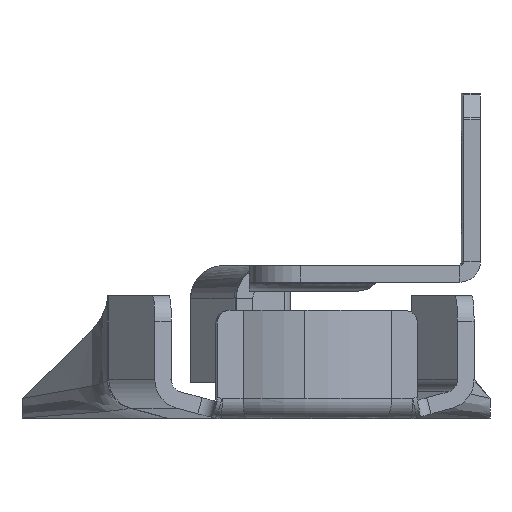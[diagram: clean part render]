
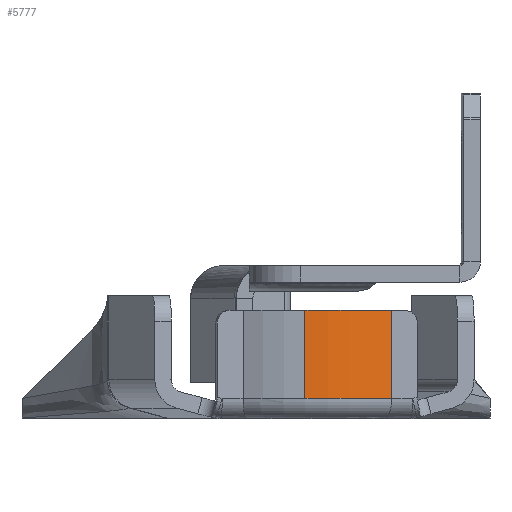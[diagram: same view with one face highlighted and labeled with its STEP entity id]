
A CAD part, left-side view. The second image highlights one B-rep face of the part: STEP entity #5777.
In plain terms, the highlighted cylindrical face has radius 12.3 mm (diameter 24.6 mm), a partial arc.
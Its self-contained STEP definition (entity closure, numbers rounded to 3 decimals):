
#22 = CIRCLE ( 'NONE', #2093, 12.3 ) ;
#548 = DIRECTION ( 'NONE',  ( 0., 0., -1. ) ) ;
#1447 = VERTEX_POINT ( 'NONE', #6557 ) ;
#1819 = DIRECTION ( 'NONE',  ( 1., 0., 0. ) ) ;
#1972 = CARTESIAN_POINT ( 'NONE',  ( -287.701, -2.904, 7.2 ) ) ;
#2093 = AXIS2_PLACEMENT_3D ( 'NONE', #18015, #13111, #1819 ) ;
#3463 = LINE ( 'NONE', #8404, #8704 ) ;
#3717 = VERTEX_POINT ( 'NONE', #15591 ) ;
#4415 = DIRECTION ( 'NONE',  ( 0., 0., -1. ) ) ;
#4476 = EDGE_CURVE ( 'NONE', #5714, #1447, #3463, .T. ) ;
#5714 = VERTEX_POINT ( 'NONE', #8844 ) ;
#5777 = ADVANCED_FACE ( 'NONE', ( #15479 ), #10257, .T. ) ;
#5909 = CIRCLE ( 'NONE', #11756, 12.3 ) ;
#6201 = EDGE_CURVE ( 'NONE', #3717, #14578, #14593, .T. ) ;
#6557 = CARTESIAN_POINT ( 'NONE',  ( -300.001, -2.904, 0.3 ) ) ;
#7316 = ORIENTED_EDGE ( 'NONE', *, *, #6201, .F. ) ;
#8404 = CARTESIAN_POINT ( 'NONE',  ( -300.001, -2.904, 7.2 ) ) ;
#8642 = EDGE_LOOP ( 'NONE', ( #12297, #10934, #13860, #7316 ) ) ;
#8704 = VECTOR ( 'NONE', #548, 1000. ) ;
#8844 = CARTESIAN_POINT ( 'NONE',  ( -300.001, -2.904, 7.2 ) ) ;
#9529 = DIRECTION ( 'NONE',  ( 1., 0., 0. ) ) ;
#10146 = EDGE_CURVE ( 'NONE', #1447, #14578, #22, .T. ) ;
#10257 = CYLINDRICAL_SURFACE ( 'NONE', #14904, 12.3 ) ;
#10934 = ORIENTED_EDGE ( 'NONE', *, *, #4476, .T. ) ;
#11032 = CARTESIAN_POINT ( 'NONE',  ( -287.701, -2.904, 7.2 ) ) ;
#11756 = AXIS2_PLACEMENT_3D ( 'NONE', #11032, #17549, #9529 ) ;
#11761 = DIRECTION ( 'NONE',  ( 0., 0., -1. ) ) ;
#12297 = ORIENTED_EDGE ( 'NONE', *, *, #18819, .F. ) ;
#13012 = CARTESIAN_POINT ( 'NONE',  ( -297.958, -9.693, 7.2 ) ) ;
#13111 = DIRECTION ( 'NONE',  ( 0., 0., 1. ) ) ;
#13470 = DIRECTION ( 'NONE',  ( -1., 0., 0. ) ) ;
#13860 = ORIENTED_EDGE ( 'NONE', *, *, #10146, .T. ) ;
#14123 = CARTESIAN_POINT ( 'NONE',  ( -297.958, -9.693, 0.3 ) ) ;
#14578 = VERTEX_POINT ( 'NONE', #14123 ) ;
#14593 = LINE ( 'NONE', #13012, #20373 ) ;
#14904 = AXIS2_PLACEMENT_3D ( 'NONE', #1972, #11761, #13470 ) ;
#15479 = FACE_OUTER_BOUND ( 'NONE', #8642, .T. ) ;
#15591 = CARTESIAN_POINT ( 'NONE',  ( -297.958, -9.693, 7.2 ) ) ;
#17549 = DIRECTION ( 'NONE',  ( 0., 0., 1. ) ) ;
#18015 = CARTESIAN_POINT ( 'NONE',  ( -287.701, -2.904, 0.3 ) ) ;
#18819 = EDGE_CURVE ( 'NONE', #5714, #3717, #5909, .T. ) ;
#20373 = VECTOR ( 'NONE', #4415, 1000. ) ;
